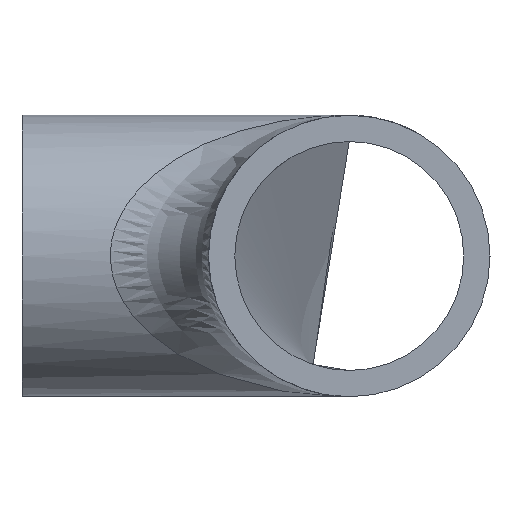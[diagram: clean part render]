
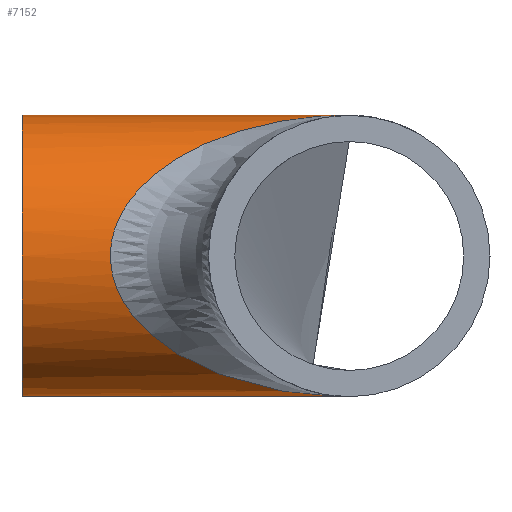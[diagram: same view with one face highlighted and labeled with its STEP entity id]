
A CAD part, left-side view. The second image highlights one B-rep face of the part: STEP entity #7152.
In plain terms, the highlighted cylindrical face has radius 8.6 mm (diameter 17.2 mm), a full revolution.
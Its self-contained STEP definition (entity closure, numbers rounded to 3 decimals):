
#63 =( BOUNDED_CURVE ( )  B_SPLINE_CURVE ( 3, ( #4850, #7907, #2572, #7154 ),
 .UNSPECIFIED., .F., .F. ) 
 B_SPLINE_CURVE_WITH_KNOTS ( ( 4, 4 ),
 ( 1.571, 4.712 ),
 .UNSPECIFIED. ) 
 CURVE ( )  GEOMETRIC_REPRESENTATION_ITEM ( )  RATIONAL_B_SPLINE_CURVE ( ( 1., 0.333, 0.333, 1. ) ) 
 REPRESENTATION_ITEM ( '' )  );
#280 = CYLINDRICAL_SURFACE ( 'NONE', #6157, 8.6 ) ;
#635 = CARTESIAN_POINT ( 'NONE',  ( 0., 0., 8.6 ) ) ;
#719 = VERTEX_POINT ( 'NONE', #4313 ) ;
#1172 = VERTEX_POINT ( 'NONE', #4821 ) ;
#1319 = DIRECTION ( 'NONE',  ( 0., 0., -1. ) ) ;
#1390 = CARTESIAN_POINT ( 'NONE',  ( 0., 20., 0. ) ) ;
#1428 = EDGE_CURVE ( 'NONE', #6889, #719, #9259, .T. ) ;
#2048 = CARTESIAN_POINT ( 'NONE',  ( 0., 0., -8.6 ) ) ;
#2057 = EDGE_CURVE ( 'NONE', #719, #6889, #63, .T. ) ;
#2572 = CARTESIAN_POINT ( 'NONE',  ( 17.2, 29.2, -8.6 ) ) ;
#2979 = ORIENTED_EDGE ( 'NONE', *, *, #2057, .T. ) ;
#3034 = ORIENTED_EDGE ( 'NONE', *, *, #5348, .F. ) ;
#3177 = DIRECTION ( 'NONE',  ( 0., 0., 1. ) ) ;
#3614 = CARTESIAN_POINT ( 'NONE',  ( -17.2, 29.2, 8.6 ) ) ;
#3664 = AXIS2_PLACEMENT_3D ( 'NONE', #9116, #9915, #3177 ) ;
#4313 = CARTESIAN_POINT ( 'NONE',  ( 0., 0., 8.6 ) ) ;
#4370 = DIRECTION ( 'NONE',  ( 0., -1., 0. ) ) ;
#4821 = CARTESIAN_POINT ( 'NONE',  ( 0., 20., 8.6 ) ) ;
#4831 = FACE_OUTER_BOUND ( 'NONE', #8116, .T. ) ;
#4850 = CARTESIAN_POINT ( 'NONE',  ( 0., 0., 8.6 ) ) ;
#5348 = EDGE_CURVE ( 'NONE', #1172, #1172, #7073, .T. ) ;
#6157 = AXIS2_PLACEMENT_3D ( 'NONE', #1390, #4370, #1319 ) ;
#6800 = CARTESIAN_POINT ( 'NONE',  ( -17.2, 29.2, -8.6 ) ) ;
#6889 = VERTEX_POINT ( 'NONE', #7823 ) ;
#7073 = CIRCLE ( 'NONE', #3664, 8.6 ) ;
#7152 = ADVANCED_FACE ( 'NONE', ( #8887, #4831 ), #280, .T. ) ;
#7154 = CARTESIAN_POINT ( 'NONE',  ( 0., 0., -8.6 ) ) ;
#7617 = ORIENTED_EDGE ( 'NONE', *, *, #1428, .T. ) ;
#7823 = CARTESIAN_POINT ( 'NONE',  ( 0., 0., -8.6 ) ) ;
#7907 = CARTESIAN_POINT ( 'NONE',  ( 17.2, 29.2, 8.6 ) ) ;
#7932 = EDGE_LOOP ( 'NONE', ( #7617, #2979 ) ) ;
#8116 = EDGE_LOOP ( 'NONE', ( #3034 ) ) ;
#8887 = FACE_OUTER_BOUND ( 'NONE', #7932, .T. ) ;
#9116 = CARTESIAN_POINT ( 'NONE',  ( 0., 20., 0. ) ) ;
#9259 =( BOUNDED_CURVE ( )  B_SPLINE_CURVE ( 3, ( #2048, #6800, #3614, #635 ),
 .UNSPECIFIED., .F., .F. ) 
 B_SPLINE_CURVE_WITH_KNOTS ( ( 4, 4 ),
 ( 4.712, 7.854 ),
 .UNSPECIFIED. ) 
 CURVE ( )  GEOMETRIC_REPRESENTATION_ITEM ( )  RATIONAL_B_SPLINE_CURVE ( ( 1., 0.333, 0.333, 1. ) ) 
 REPRESENTATION_ITEM ( '' )  );
#9915 = DIRECTION ( 'NONE',  ( 0., 1., 0. ) ) ;
